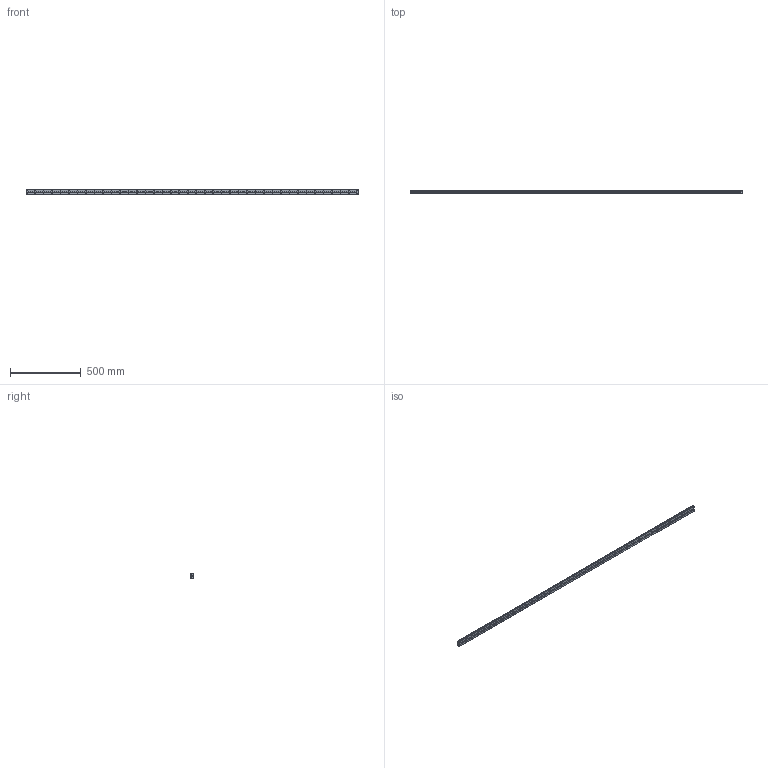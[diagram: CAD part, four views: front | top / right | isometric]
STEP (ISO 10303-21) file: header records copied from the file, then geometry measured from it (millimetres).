
FILE_DESCRIPTION (( 'STEP AP214' ), '1' );
FILE_NAME ('HRW27CA1SS-2350L_G5_0_B-M6F_1138-6_0_0_0_1.STEP', '2021-07-06T10:57:43', ( '' ), ( '' ), 'SwSTEP 2.0', 'SolidWorks 2021', '' );
FILE_SCHEMA (( 'AUTOMOTIVE_DESIGN' ));
Length unit declared in the file: millimetre
Products named in the file (2): HRW27CA1SS-2350L_G5_0_B-M6F_1138-6_0_0_0_1; _HRW27CA23505 Track
Assembly tree (1 placements, depth 2):
  HRW27CA1SS-2350L_G5_0_B-M6F_1138-6_0_0_0_1
    _HRW27CA23505 Track
Bounding box: 2350 x 15 x 42 mm (x, y, z)
Volume: 1311406.5 mm3; surface area: 295064.3 mm2
Topology: 1 solids, 1 shells, 435 faces, 1059 edges, 706 vertices
Faces by surface type: cylinder 325, plane 110
Entity records: 13509 total; most frequent: DIRECTION 2587, CARTESIAN_POINT 2204, ORIENTED_EDGE 2118, AXIS2_PLACEMENT_3D 1089, EDGE_CURVE 1059, VERTEX_POINT 706, EDGE_LOOP 675, CIRCLE 650
